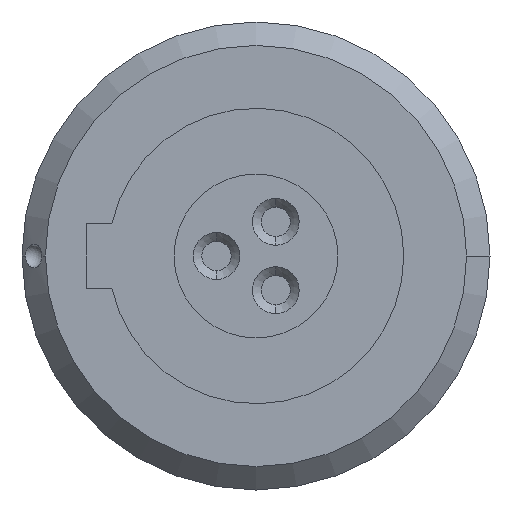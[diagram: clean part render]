
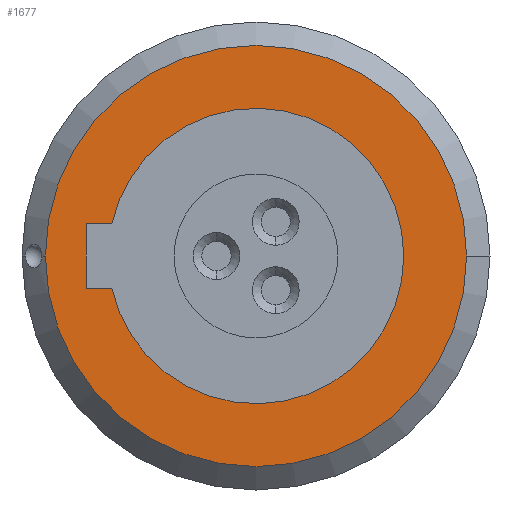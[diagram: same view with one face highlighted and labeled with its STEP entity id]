
A CAD part, left-side view. The second image highlights one B-rep face of the part: STEP entity #1677.
In plain terms, the highlighted planar face has unit normal (-1, 0, 0).
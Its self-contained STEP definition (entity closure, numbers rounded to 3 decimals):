
#309=CARTESIAN_POINT('',(-8.4,0.,0.));
#310=DIRECTION('',(-1.,0.,0.));
#311=DIRECTION('',(0.,1.,0.));
#312=AXIS2_PLACEMENT_3D('',#309,#310,#311);
#314=CARTESIAN_POINT('',(-8.4,0.,0.));
#315=DIRECTION('',(1.,0.,0.));
#316=DIRECTION('',(0.,1.,0.));
#317=AXIS2_PLACEMENT_3D('',#314,#315,#316);
#319=DIRECTION('',(0.,-1.,0.));
#320=VECTOR('',#319,0.436);
#321=CARTESIAN_POINT('',(-8.4,2.9,0.55));
#322=LINE('',#321,#320);
#323=DIRECTION('',(0.,0.,1.));
#324=VECTOR('',#323,1.1);
#325=CARTESIAN_POINT('',(-8.4,2.9,-0.55));
#326=LINE('',#325,#324);
#327=DIRECTION('',(0.,1.,0.));
#328=VECTOR('',#327,0.436);
#329=CARTESIAN_POINT('',(-8.4,2.464,-0.55));
#330=LINE('',#329,#328);
#331=CARTESIAN_POINT('',(-8.4,0.,0.));
#332=DIRECTION('',(1.,0.,0.));
#333=DIRECTION('',(0.,0.976,0.218));
#334=AXIS2_PLACEMENT_3D('',#331,#332,#333);
#1119=CARTESIAN_POINT('',(-8.4,-3.6,0.));
#1120=VERTEX_POINT('',#1119);
#1121=CARTESIAN_POINT('',(-8.4,3.6,0.));
#1122=VERTEX_POINT('',#1121);
#1273=CARTESIAN_POINT('',(-8.4,2.464,0.55));
#1274=CARTESIAN_POINT('',(-8.4,2.464,-0.55));
#1275=VERTEX_POINT('',#1273);
#1276=VERTEX_POINT('',#1274);
#1285=CARTESIAN_POINT('',(-8.4,2.9,-0.55));
#1286=VERTEX_POINT('',#1285);
#1287=CARTESIAN_POINT('',(-8.4,2.9,0.55));
#1288=VERTEX_POINT('',#1287);
#1658=CARTESIAN_POINT('',(-8.4,0.,0.));
#1659=DIRECTION('',(1.,0.,0.));
#1660=DIRECTION('',(0.,-1.,0.));
#1661=AXIS2_PLACEMENT_3D('',#1658,#1659,#1660);
#1662=PLANE('',#1661);
#1663=ORIENTED_EDGE('',*,*,#1622,.F.);
#1664=ORIENTED_EDGE('',*,*,#1652,.T.);
#1665=EDGE_LOOP('',(#1663,#1664));
#1666=FACE_OUTER_BOUND('',#1665,.F.);
#1668=ORIENTED_EDGE('',*,*,#1667,.F.);
#1670=ORIENTED_EDGE('',*,*,#1669,.F.);
#1672=ORIENTED_EDGE('',*,*,#1671,.F.);
#1674=ORIENTED_EDGE('',*,*,#1673,.F.);
#1675=EDGE_LOOP('',(#1668,#1670,#1672,#1674));
#1676=FACE_BOUND('',#1675,.F.);
#1677=ADVANCED_FACE('',(#1666,#1676),#1662,.F.);
#313=CIRCLE('',#312,3.6);
#318=CIRCLE('',#317,3.6);
#335=CIRCLE('',#334,2.525);
#1622=EDGE_CURVE('',#1122,#1120,#313,.T.);
#1652=EDGE_CURVE('',#1122,#1120,#318,.T.);
#1667=EDGE_CURVE('',#1275,#1276,#335,.T.);
#1669=EDGE_CURVE('',#1288,#1275,#322,.T.);
#1671=EDGE_CURVE('',#1286,#1288,#326,.T.);
#1673=EDGE_CURVE('',#1276,#1286,#330,.T.);
